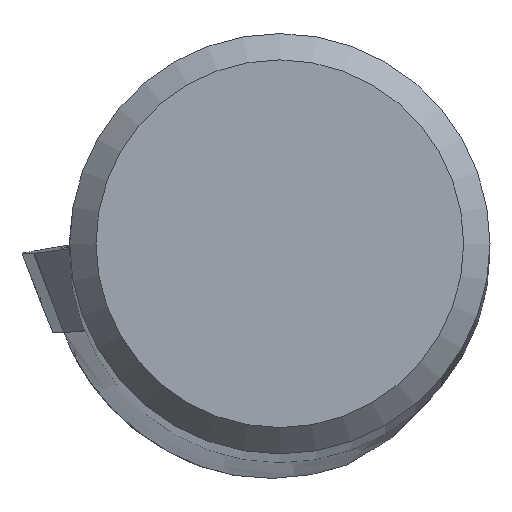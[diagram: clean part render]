
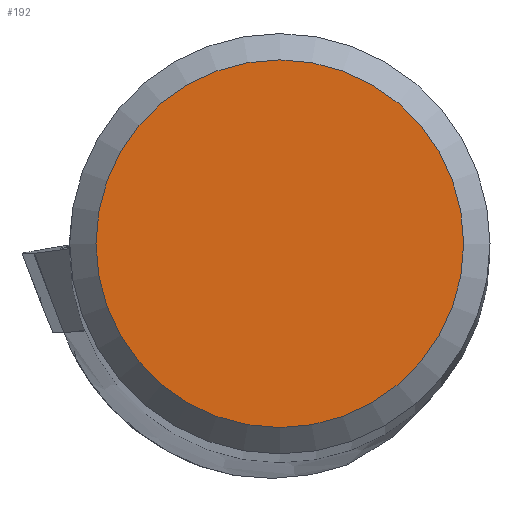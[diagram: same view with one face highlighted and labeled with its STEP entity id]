
A CAD part, top view. The second image highlights one B-rep face of the part: STEP entity #192.
In plain terms, the highlighted planar face has unit normal (0, 0, 1).
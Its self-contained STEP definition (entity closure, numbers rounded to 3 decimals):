
#150=FACE_OUTER_BOUND('',#280,.T.);
#192=ADVANCED_FACE('',(#150),#217,.T.);
#217=PLANE('',#949);
#280=EDGE_LOOP('',(#467));
#309=CIRCLE('',#947,3.494);
#467=ORIENTED_EDGE('',*,*,#685,.T.);
#588=VERTEX_POINT('',#1544);
#685=EDGE_CURVE('',#588,#588,#309,.T.);
#947=AXIS2_PLACEMENT_3D('',#1543,#1146,#1147);
#949=AXIS2_PLACEMENT_3D('',#1546,#1150,#1151);
#1146=DIRECTION('',(0.,0.,1.));
#1147=DIRECTION('',(1.,0.,0.));
#1150=DIRECTION('',(0.,0.,1.));
#1151=DIRECTION('',(1.,0.,0.));
#1543=CARTESIAN_POINT('',(0.,0.,0.));
#1544=CARTESIAN_POINT('',(3.494,0.,0.));
#1546=CARTESIAN_POINT('',(0.,0.,
0.));
